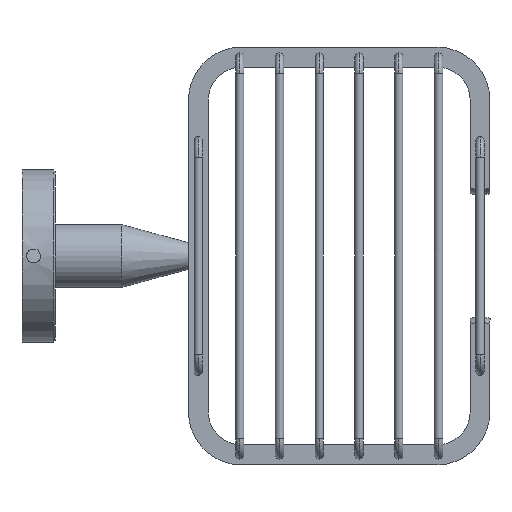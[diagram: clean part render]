
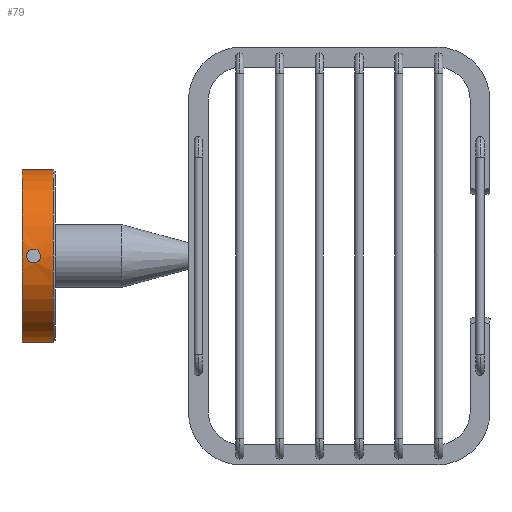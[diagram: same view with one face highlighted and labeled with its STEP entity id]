
A CAD part, front view. The second image highlights one B-rep face of the part: STEP entity #79.
In plain terms, the highlighted cylindrical face has radius 26 mm (diameter 52 mm), a partial arc.
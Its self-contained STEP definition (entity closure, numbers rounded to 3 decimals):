
#24 = VERTEX_POINT ( 'NONE', #434 ) ;
#60 = CARTESIAN_POINT ( 'NONE',  ( 4.888, -25.952, 1.581 ) ) ;
#79 = ADVANCED_FACE ( 'NONE', ( #3921, #4178 ), #3188, .T. ) ;
#103 = CARTESIAN_POINT ( 'NONE',  ( 5.17, -25.969, -1.281 ) ) ;
#138 = CARTESIAN_POINT ( 'NONE',  ( 3.5, -25.915, -2.1 ) ) ;
#139 = CARTESIAN_POINT ( 'NONE',  ( 3.222, -25.915, 2.1 ) ) ;
#160 = CARTESIAN_POINT ( 'NONE',  ( 5.6, -26., 0.275 ) ) ;
#277 = VERTEX_POINT ( 'NONE', #613 ) ;
#434 = CARTESIAN_POINT ( 'NONE',  ( 0., 0., 26. ) ) ;
#461 = CARTESIAN_POINT ( 'NONE',  ( 2.444, -25.935, -1.836 ) ) ;
#481 = CARTESIAN_POINT ( 'NONE',  ( 3.226, -25.915, -2.1 ) ) ;
#502 = CARTESIAN_POINT ( 'NONE',  ( 5.335, -25.98, 1.057 ) ) ;
#586 = CARTESIAN_POINT ( 'NONE',  ( 4.046, -25.92, -2.033 ) ) ;
#588 = CARTESIAN_POINT ( 'NONE',  ( 1.829, -25.969, 1.279 ) ) ;
#613 = CARTESIAN_POINT ( 'NONE',  ( 3.5, -25.915, 2.1 ) ) ;
#723 = AXIS2_PLACEMENT_3D ( 'NONE', #4113, #5040, #4563 ) ;
#849 = CARTESIAN_POINT ( 'NONE',  ( 1.508, -25.991, -0.679 ) ) ;
#870 = ORIENTED_EDGE ( 'NONE', *, *, #2084, .T. ) ;
#886 = CARTESIAN_POINT ( 'NONE',  ( 4.432, -25.931, 1.887 ) ) ;
#887 = CARTESIAN_POINT ( 'NONE',  ( 3.5, -25.915, -2.1 ) ) ;
#920 = CARTESIAN_POINT ( 'NONE',  ( 5.179, -25.969, 1.291 ) ) ;
#923 = EDGE_CURVE ( 'NONE', #24, #1862, #3991, .T. ) ;
#956 = DIRECTION ( 'NONE',  ( 0., 0., 1. ) ) ;
#975 = LINE ( 'NONE', #5353, #3513 ) ;
#979 = DIRECTION ( 'NONE',  ( -1., 0., 0. ) ) ;
#984 = CARTESIAN_POINT ( 'NONE',  ( 5.493, -25.992, -0.676 ) ) ;
#998 = CARTESIAN_POINT ( 'NONE',  ( 5.388, -25.984, -0.93 ) ) ;
#1021 = EDGE_CURVE ( 'NONE', #277, #3137, #2110, .T. ) ;
#1129 = EDGE_CURVE ( 'NONE', #2952, #1862, #975, .T. ) ;
#1337 = CARTESIAN_POINT ( 'NONE',  ( 1.4, -26., -0.14 ) ) ;
#1357 = CIRCLE ( 'NONE', #723, 26. ) ;
#1380 = CARTESIAN_POINT ( 'NONE',  ( 1.917, -25.963, 1.387 ) ) ;
#1408 = ORIENTED_EDGE ( 'NONE', *, *, #1021, .T. ) ;
#1659 = VERTEX_POINT ( 'NONE', #1935 ) ;
#1739 = CARTESIAN_POINT ( 'NONE',  ( 1.919, -25.963, -1.389 ) ) ;
#1758 = CARTESIAN_POINT ( 'NONE',  ( 1.467, -25.995, 0.542 ) ) ;
#1795 = CARTESIAN_POINT ( 'NONE',  ( 3.5, -25.915, -2.1 ) ) ;
#1796 = CARTESIAN_POINT ( 'NONE',  ( 4.781, -25.946, -1.67 ) ) ;
#1820 = CARTESIAN_POINT ( 'NONE',  ( 5.6, -26., -0.136 ) ) ;
#1862 = VERTEX_POINT ( 'NONE', #4572 ) ;
#1876 = CARTESIAN_POINT ( 'NONE',  ( 2.568, -25.932, 1.887 ) ) ;
#1935 = CARTESIAN_POINT ( 'NONE',  ( 9.5, 0., 26. ) ) ;
#2079 = DIRECTION ( 'NONE',  ( -1., 0., 0. ) ) ;
#2084 = EDGE_CURVE ( 'NONE', #3137, #277, #5092, .T. ) ;
#2110 = B_SPLINE_CURVE_WITH_KNOTS ( 'NONE', 3,
 ( #3445, #4752, #2620, #5189, #4697, #886, #3895, #2637, #60, #920, #502, #2603, #160, #1820, #5270, #4867, #984, #998, #2314, #103, #4851, #2676, #1796, #4435, #2715, #3604, #586, #3971, #2735, #138 ),
 .UNSPECIFIED., .F., .F.,
 ( 4, 2, 2, 2, 2, 2, 2, 2, 2, 2, 2, 2, 2, 2, 4 ),
 ( 0., 0., 0.001, 0.001, 0.002, 0.002, 0.003, 0.004, 0.004, 0.005, 0.005, 0.005, 0.006, 0.006, 0.007 ),
 .UNSPECIFIED. ) ;
#2146 = CARTESIAN_POINT ( 'NONE',  ( 1.507, -25.992, 0.675 ) ) ;
#2180 = CARTESIAN_POINT ( 'NONE',  ( 1.831, -25.969, -1.281 ) ) ;
#2221 = CARTESIAN_POINT ( 'NONE',  ( 2.21, -25.946, -1.679 ) ) ;
#2269 = ORIENTED_EDGE ( 'NONE', *, *, #2324, .T. ) ;
#2314 = CARTESIAN_POINT ( 'NONE',  ( 5.322, -25.979, -1.053 ) ) ;
#2324 = EDGE_CURVE ( 'NONE', #2952, #1659, #1357, .T. ) ;
#2498 = DIRECTION ( 'NONE',  ( 1., 0., 0. ) ) ;
#2505 = EDGE_CURVE ( 'NONE', #1659, #24, #3422, .T. ) ;
#2603 = CARTESIAN_POINT ( 'NONE',  ( 5.545, -25.995, 0.551 ) ) ;
#2620 = CARTESIAN_POINT ( 'NONE',  ( 3.775, -25.916, 2.086 ) ) ;
#2621 = CARTESIAN_POINT ( 'NONE',  ( 1.467, -25.995, -0.545 ) ) ;
#2637 = CARTESIAN_POINT ( 'NONE',  ( 4.78, -25.946, 1.67 ) ) ;
#2676 = CARTESIAN_POINT ( 'NONE',  ( 4.887, -25.952, -1.583 ) ) ;
#2715 = CARTESIAN_POINT ( 'NONE',  ( 4.431, -25.931, -1.887 ) ) ;
#2735 = CARTESIAN_POINT ( 'NONE',  ( 3.637, -25.915, -2.1 ) ) ;
#2774 = VECTOR ( 'NONE', #2079, 1000. ) ;
#2933 = CARTESIAN_POINT ( 'NONE',  ( 10., 0., 26. ) ) ;
#2952 = VERTEX_POINT ( 'NONE', #3736 ) ;
#3000 = CARTESIAN_POINT ( 'NONE',  ( 1.678, -25.979, -1.053 ) ) ;
#3046 = CARTESIAN_POINT ( 'NONE',  ( 1.414, -25.999, -0.277 ) ) ;
#3083 = CARTESIAN_POINT ( 'NONE',  ( 1.677, -25.979, 1.051 ) ) ;
#3137 = VERTEX_POINT ( 'NONE', #1795 ) ;
#3146 = ORIENTED_EDGE ( 'NONE', *, *, #923, .T. ) ;
#3188 = CYLINDRICAL_SURFACE ( 'NONE', #3492, 26. ) ;
#3212 = AXIS2_PLACEMENT_3D ( 'NONE', #3821, #2498, #4641 ) ;
#3407 = CARTESIAN_POINT ( 'NONE',  ( 1.613, -25.984, -0.933 ) ) ;
#3422 = LINE ( 'NONE', #2933, #2774 ) ;
#3445 = CARTESIAN_POINT ( 'NONE',  ( 3.5, -25.915, 2.1 ) ) ;
#3492 = AXIS2_PLACEMENT_3D ( 'NONE', #5237, #979, #956 ) ;
#3513 = VECTOR ( 'NONE', #4472, 1000. ) ;
#3527 = CARTESIAN_POINT ( 'NONE',  ( 2.446, -25.936, 1.821 ) ) ;
#3588 = CARTESIAN_POINT ( 'NONE',  ( 2.216, -25.947, 1.668 ) ) ;
#3604 = CARTESIAN_POINT ( 'NONE',  ( 4.176, -25.924, -1.993 ) ) ;
#3736 = CARTESIAN_POINT ( 'NONE',  ( 9.5, 0., -26. ) ) ;
#3817 = ORIENTED_EDGE ( 'NONE', *, *, #1129, .F. ) ;
#3821 = CARTESIAN_POINT ( 'NONE',  ( 0., 0., 0. ) ) ;
#3895 = CARTESIAN_POINT ( 'NONE',  ( 4.552, -25.936, 1.823 ) ) ;
#3921 = FACE_OUTER_BOUND ( 'NONE', #4870, .T. ) ;
#3971 = CARTESIAN_POINT ( 'NONE',  ( 3.776, -25.916, -2.086 ) ) ;
#3991 = CIRCLE ( 'NONE', #3212, 26. ) ;
#4113 = CARTESIAN_POINT ( 'NONE',  ( 9.5, 0., 0. ) ) ;
#4178 = FACE_BOUND ( 'NONE', #4603, .T. ) ;
#4265 = CARTESIAN_POINT ( 'NONE',  ( 1.413, -25.999, 0.274 ) ) ;
#4322 = CARTESIAN_POINT ( 'NONE',  ( 1.4, -26., 0.137 ) ) ;
#4359 = CARTESIAN_POINT ( 'NONE',  ( 2.111, -25.952, 1.581 ) ) ;
#4417 = CARTESIAN_POINT ( 'NONE',  ( 3.5, -25.915, 2.1 ) ) ;
#4435 = CARTESIAN_POINT ( 'NONE',  ( 4.554, -25.936, -1.822 ) ) ;
#4472 = DIRECTION ( 'NONE',  ( -1., 0., 0. ) ) ;
#4563 = DIRECTION ( 'NONE',  ( 0., 0., -1. ) ) ;
#4572 = CARTESIAN_POINT ( 'NONE',  ( 0., 0., -26. ) ) ;
#4603 = EDGE_LOOP ( 'NONE', ( #1408, #870 ) ) ;
#4641 = DIRECTION ( 'NONE',  ( 0., 0., -1. ) ) ;
#4697 = CARTESIAN_POINT ( 'NONE',  ( 4.177, -25.924, 1.993 ) ) ;
#4752 = CARTESIAN_POINT ( 'NONE',  ( 3.639, -25.915, 2.1 ) ) ;
#4851 = CARTESIAN_POINT ( 'NONE',  ( 5.083, -25.963, -1.387 ) ) ;
#4855 = ORIENTED_EDGE ( 'NONE', *, *, #2505, .T. ) ;
#4867 = CARTESIAN_POINT ( 'NONE',  ( 5.533, -25.995, -0.545 ) ) ;
#4868 = CARTESIAN_POINT ( 'NONE',  ( 2.947, -25.92, 2.044 ) ) ;
#4870 = EDGE_LOOP ( 'NONE', ( #3817, #2269, #4855, #3146 ) ) ;
#5040 = DIRECTION ( 'NONE',  ( -1., 0., 0. ) ) ;
#5092 = B_SPLINE_CURVE_WITH_KNOTS ( 'NONE', 3,
 ( #887, #481, #5190, #461, #2221, #1739, #2180, #3000, #3407, #849, #2621, #3046, #1337, #4322, #4265, #1758, #2146, #5151, #3083, #588, #1380, #4359, #3588, #3527, #1876, #4868, #139, #4417 ),
 .UNSPECIFIED., .F., .F.,
 ( 4, 2, 2, 2, 2, 2, 2, 2, 2, 2, 2, 2, 2, 4 ),
 ( 0.007, 0.007, 0.008, 0.009, 0.009, 0.009, 0.01, 0.01, 0.011, 0.011, 0.011, 0.012, 0.012, 0.013 ),
 .UNSPECIFIED. ) ;
#5151 = CARTESIAN_POINT ( 'NONE',  ( 1.612, -25.984, 0.93 ) ) ;
#5189 = CARTESIAN_POINT ( 'NONE',  ( 4.044, -25.92, 2.033 ) ) ;
#5190 = CARTESIAN_POINT ( 'NONE',  ( 2.95, -25.92, -2.045 ) ) ;
#5237 = CARTESIAN_POINT ( 'NONE',  ( 10., 0., 0. ) ) ;
#5270 = CARTESIAN_POINT ( 'NONE',  ( 5.586, -25.999, -0.275 ) ) ;
#5353 = CARTESIAN_POINT ( 'NONE',  ( 10., 0., -26. ) ) ;
